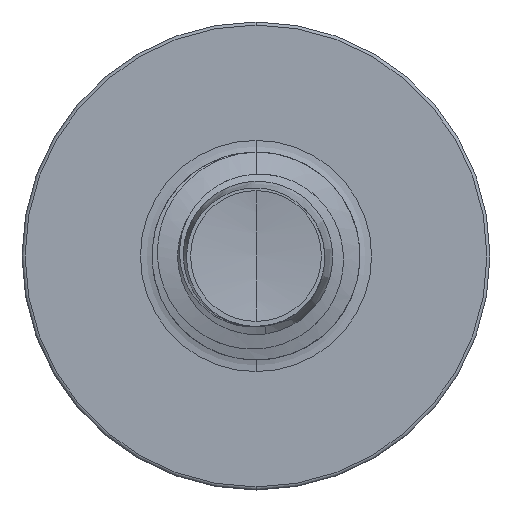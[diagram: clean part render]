
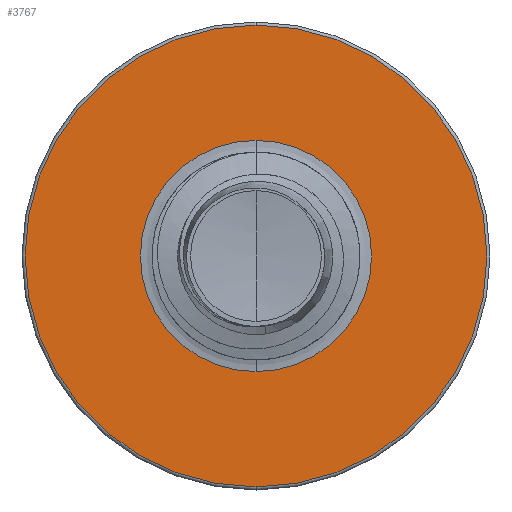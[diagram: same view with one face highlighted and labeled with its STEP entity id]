
A CAD part, front view. The second image highlights one B-rep face of the part: STEP entity #3767.
In plain terms, the highlighted planar face has unit normal (0, -1, 0).
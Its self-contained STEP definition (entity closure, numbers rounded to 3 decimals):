
#185 = VERTEX_POINT ( 'NONE', #2072 ) ;
#304 = CARTESIAN_POINT ( 'NONE',  ( 0., 3., 1.112 ) ) ;
#1829 = FACE_BOUND ( 'NONE', #15099, .T. ) ;
#2072 = CARTESIAN_POINT ( 'NONE',  ( 0., 3., -2.22 ) ) ;
#2418 = CIRCLE ( 'NONE', #15024, 1.112 ) ;
#2548 = VERTEX_POINT ( 'NONE', #3658 ) ;
#3522 = AXIS2_PLACEMENT_3D ( 'NONE', #7160, #3893, #3870 ) ;
#3658 = CARTESIAN_POINT ( 'NONE',  ( 0., 3., -1.112 ) ) ;
#3767 = ADVANCED_FACE ( 'NONE', ( #14882, #1829 ), #15181, .F. ) ;
#3870 = DIRECTION ( 'NONE',  ( 0., 0., 1. ) ) ;
#3893 = DIRECTION ( 'NONE',  ( 0., 1., 0. ) ) ;
#4827 = EDGE_CURVE ( 'NONE', #2548, #14360, #12084, .T. ) ;
#5199 = CARTESIAN_POINT ( 'NONE',  ( 0., 3., 2.22 ) ) ;
#5403 = EDGE_CURVE ( 'NONE', #185, #10677, #6462, .T. ) ;
#5480 = AXIS2_PLACEMENT_3D ( 'NONE', #8542, #8538, #8519 ) ;
#6462 = CIRCLE ( 'NONE', #14642, 2.22 ) ;
#6627 = EDGE_CURVE ( 'NONE', #14360, #2548, #2418, .T. ) ;
#7160 = CARTESIAN_POINT ( 'NONE',  ( 0., 3., -1.112 ) ) ;
#7974 = ORIENTED_EDGE ( 'NONE', *, *, #12241, .F. ) ;
#8347 = EDGE_LOOP ( 'NONE', ( #7974, #11981 ) ) ;
#8519 = DIRECTION ( 'NONE',  ( 0., 0., 1. ) ) ;
#8538 = DIRECTION ( 'NONE',  ( 0., 1., 0. ) ) ;
#8542 = CARTESIAN_POINT ( 'NONE',  ( 0., 3., 0. ) ) ;
#8572 = CIRCLE ( 'NONE', #10044, 2.22 ) ;
#9318 = DIRECTION ( 'NONE',  ( 0., 0., 1. ) ) ;
#9347 = DIRECTION ( 'NONE',  ( 0., 1., 0. ) ) ;
#9360 = CARTESIAN_POINT ( 'NONE',  ( 0., 3., 0. ) ) ;
#10044 = AXIS2_PLACEMENT_3D ( 'NONE', #10868, #10850, #10753 ) ;
#10677 = VERTEX_POINT ( 'NONE', #5199 ) ;
#10753 = DIRECTION ( 'NONE',  ( 0., 0., 1. ) ) ;
#10850 = DIRECTION ( 'NONE',  ( 0., 1., 0. ) ) ;
#10868 = CARTESIAN_POINT ( 'NONE',  ( 0., 3., 0. ) ) ;
#11981 = ORIENTED_EDGE ( 'NONE', *, *, #5403, .F. ) ;
#12084 = CIRCLE ( 'NONE', #5480, 1.112 ) ;
#12241 = EDGE_CURVE ( 'NONE', #10677, #185, #8572, .T. ) ;
#12401 = DIRECTION ( 'NONE',  ( 0., 0., 1. ) ) ;
#12416 = DIRECTION ( 'NONE',  ( 0., 1., 0. ) ) ;
#12424 = CARTESIAN_POINT ( 'NONE',  ( 0., 3., 0. ) ) ;
#14118 = ORIENTED_EDGE ( 'NONE', *, *, #6627, .T. ) ;
#14360 = VERTEX_POINT ( 'NONE', #304 ) ;
#14642 = AXIS2_PLACEMENT_3D ( 'NONE', #12424, #12416, #12401 ) ;
#14882 = FACE_OUTER_BOUND ( 'NONE', #8347, .T. ) ;
#15024 = AXIS2_PLACEMENT_3D ( 'NONE', #9360, #9347, #9318 ) ;
#15087 = ORIENTED_EDGE ( 'NONE', *, *, #4827, .T. ) ;
#15099 = EDGE_LOOP ( 'NONE', ( #14118, #15087 ) ) ;
#15181 = PLANE ( 'NONE',  #3522 ) ;
